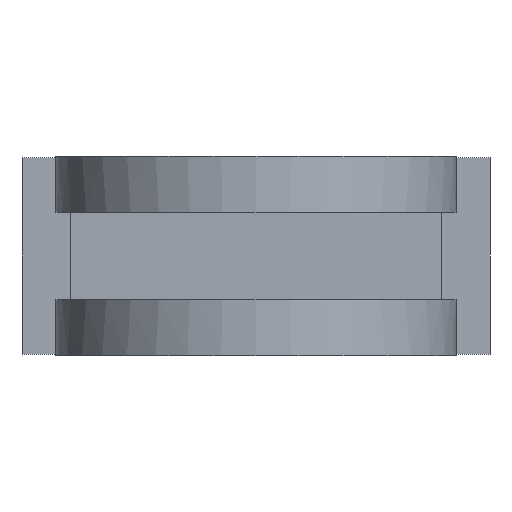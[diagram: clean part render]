
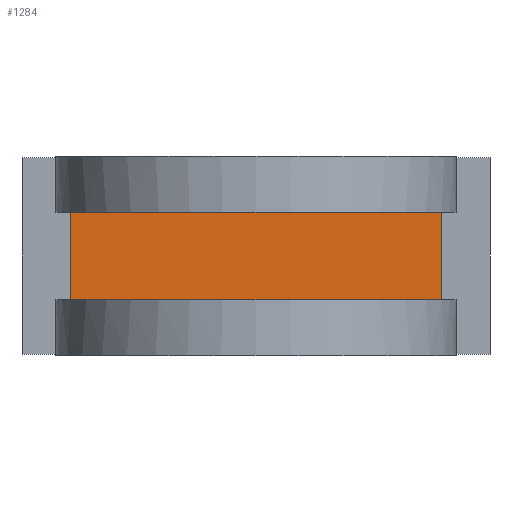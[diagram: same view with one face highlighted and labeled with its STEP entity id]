
A CAD part, front view. The second image highlights one B-rep face of the part: STEP entity #1284.
In plain terms, the highlighted planar face has unit normal (0, -1, 0).
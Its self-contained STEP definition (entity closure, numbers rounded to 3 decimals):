
#877=CARTESIAN_POINT('POINT47',(0.,-76.2,16.637));
#878=VERTEX_POINT('VERTEX47',#877);
#1032=CARTESIAN_POINT('POINT58',(-70.485,-76.2,16.637));
#1033=VERTEX_POINT('VERTEX58',#1032);
#1040=CARTESIAN_POINT('POS121',(-70.485,-76.2,16.637));
#1041=DIRECTION('DIR211',(1.,0.,0.));
#1042=VECTOR('VEC31',#1041,25.4);
#1043=LINE('STRAIGHT31',#1040,#1042);
#1044=EDGE_CURVE('EDGE84',#1033,#878,#1043,.T.);
#1055=CARTESIAN_POINT('POINT59',(-70.485,-76.2,-16.637));
#1056=VERTEX_POINT('VERTEX59',#1055);
#1057=CARTESIAN_POINT('POINT60',(0.,-76.2,-16.637));
#1058=VERTEX_POINT('VERTEX60',#1057);
#1059=CARTESIAN_POINT('POS123',(-70.485,-76.2,-16.637));
#1060=DIRECTION('DIR214',(1.,0.,0.));
#1061=VECTOR('VEC32',#1060,25.4);
#1062=LINE('STRAIGHT32',#1059,#1061);
#1063=EDGE_CURVE('EDGE85',#1056,#1058,#1062,.T.);
#1231=CARTESIAN_POINT('POINT69',(70.485,-76.2,-16.637));
#1232=VERTEX_POINT('VERTEX69',#1231);
#1239=CARTESIAN_POINT('POS143',(0.,-76.2,-16.637));
#1240=DIRECTION('DIR247',(1.,0.,0.));
#1241=VECTOR('VEC39',#1240,25.4);
#1242=LINE('STRAIGHT39',#1239,#1241);
#1243=EDGE_CURVE('EDGE100',#1058,#1232,#1242,.T.);
#1254=ORIENTED_EDGE('COEDGE179',*,*,#1243,.T.);
#1255=CARTESIAN_POINT('POINT70',(70.485,-76.2,16.637));
#1256=VERTEX_POINT('VERTEX70',#1255);
#1257=CARTESIAN_POINT('POS145',(70.485,-76.2,-16.637));
#1258=DIRECTION('DIR250',(0.,0.,1.));
#1259=VECTOR('VEC40',#1258,25.4);
#1260=LINE('STRAIGHT40',#1257,#1259);
#1261=EDGE_CURVE('EDGE101',#1232,#1256,#1260,.T.);
#1262=ORIENTED_EDGE('COEDGE180',*,*,#1261,.T.);
#1263=CARTESIAN_POINT('POS146',(0.,-76.2,16.637));
#1264=DIRECTION('DIR251',(1.,0.,0.));
#1265=VECTOR('VEC41',#1264,25.4);
#1266=LINE('STRAIGHT41',#1263,#1265);
#1267=EDGE_CURVE('EDGE102',#878,#1256,#1266,.T.);
#1268=ORIENTED_EDGE('COEDGE181',*,*,#1267,.F.);
#1269=ORIENTED_EDGE('COEDGE182',*,*,#1044,.F.);
#1270=CARTESIAN_POINT('POS147',(-70.485,-76.2,-16.637));
#1271=DIRECTION('DIR252',(0.,0.,1.));
#1272=VECTOR('VEC42',#1271,25.4);
#1273=LINE('STRAIGHT42',#1270,#1272);
#1274=EDGE_CURVE('EDGE103',#1056,#1033,#1273,.T.);
#1275=ORIENTED_EDGE('COEDGE183',*,*,#1274,.F.);
#1276=ORIENTED_EDGE('COEDGE184',*,*,#1063,.T.);
#1277=EDGE_LOOP('NONE',(#1254,#1262,#1268,#1269,#1275,#1276));
#1278=FACE_BOUND('LOOP1',#1277,.T.);
#1279=CARTESIAN_POINT('POS148',(-70.485,-76.2,-16.637));
#1280=DIRECTION('DIR253',(0.,-1.,0.));
#1281=DIRECTION('DIR254',(1.,0.,0.));
#1282=AXIS2_PLACEMENT_3D('AXIS106',#1279,#1280,#1281);
#1283=PLANE('PLANE20',#1282);
#1284=ADVANCED_FACE('FACE45',(#1278),#1283,.T.);
